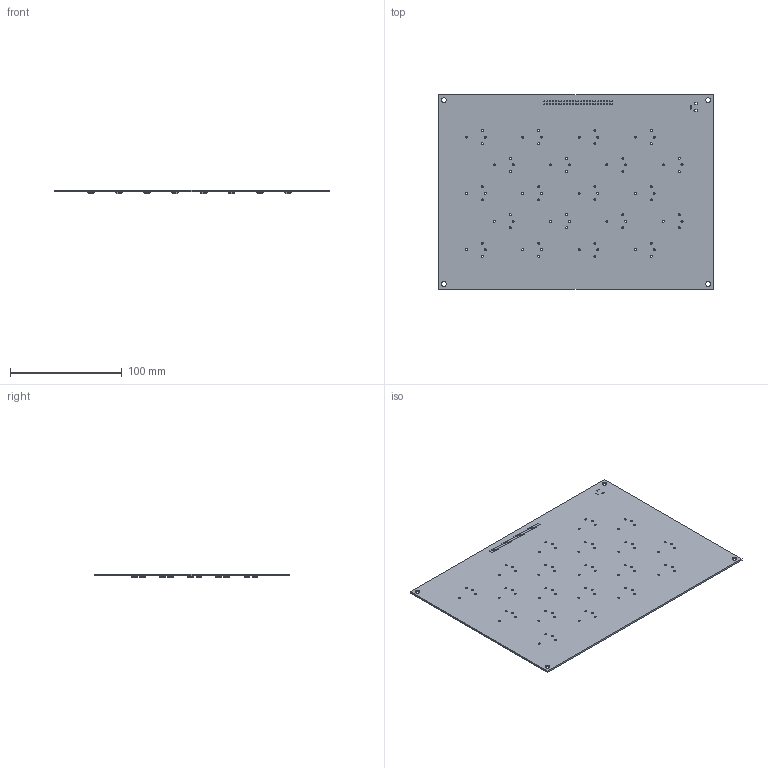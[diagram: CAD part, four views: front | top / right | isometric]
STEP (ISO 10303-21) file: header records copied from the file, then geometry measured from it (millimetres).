
FILE_DESCRIPTION(('KiCad electronic assembly'),'2;1');
FILE_NAME('Air quality project.step','2023-08-30T10:59:26',('Pcbnew'),( 'Kicad'),'Open CASCADE STEP processor 7.6','KiCad to STEP converter' ,'Unknown');
FILE_SCHEMA(('AUTOMOTIVE_DESIGN { 1 0 10303 214 1 1 1 1 }'));
Length unit declared in the file: millimetre
Products named in the file (4): Air quality project 1; SOIC-8_3.9x4.9mm_P1.27mm; SOLID; Air quality project PCB
Assembly tree (42 placements, depth 3):
  Air quality project 1
    SOIC-8_3.9x4.9mm_P1.27mm  x40
      SOLID
    Air quality project PCB
Bounding box: 246.5 x 174.5 x 3.38 mm (x, y, z)
Volume: 68692.8 mm3; surface area: 90961.6 mm2
Topology: 41 solids, 41 shells, 6452 faces, 16750 edges, 10420 vertices
Faces by surface type: plane 3718, cylinder 1454, bspline 1280
Full cylindrical faces by diameter (mm): 0.6 x40, 0.889 x50, 1.803 x80, 4.3 x4
Entity records: 28320 total; most frequent: CARTESIAN_POINT 6362, DIRECTION 3794, LINE 2335, VECTOR 2335, ORIENTED_EDGE 2066, PCURVE 2066, DEFINITIONAL_REPRESENTATION 2066, EDGE_CURVE 1033
